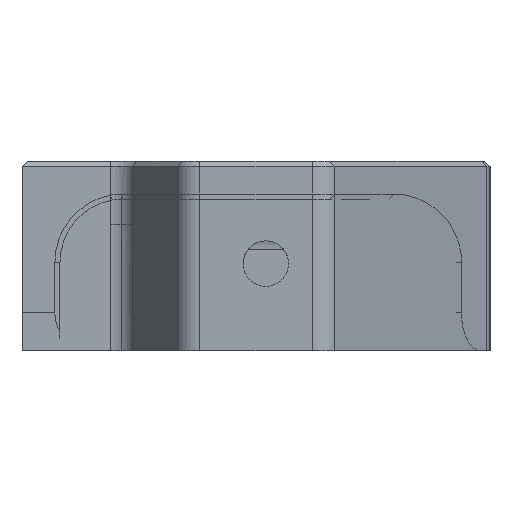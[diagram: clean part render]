
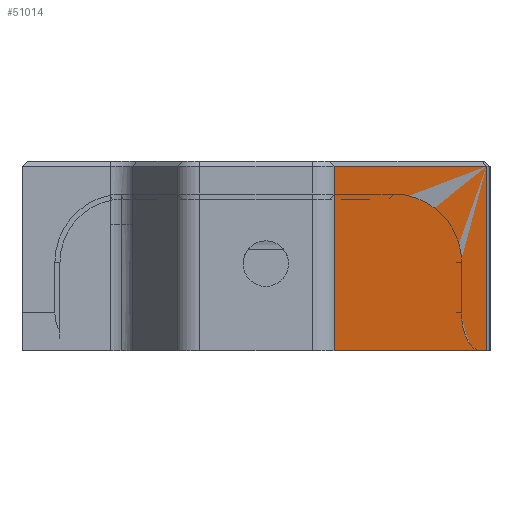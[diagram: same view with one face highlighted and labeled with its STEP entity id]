
A CAD part, left-side view. The second image highlights one B-rep face of the part: STEP entity #51014.
In plain terms, the highlighted planar face has unit normal (-0.5, -0.866, 0).
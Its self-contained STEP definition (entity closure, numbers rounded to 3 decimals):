
#39632=AXIS2_PLACEMENT_3D('Plane Axis2P3D',#39629,#39630,#39631) ;
#39629=CARTESIAN_POINT('Axis2P3D Location',(15.,-24.105,15.)) ;
#48583=CARTESIAN_POINT('Line Origine',(26.435,-30.707,0.)) ;
#48587=CARTESIAN_POINT('Vertex',(16.,-24.682,0.)) ;
#48589=CARTESIAN_POINT('Vertex',(36.871,-36.732,0.)) ;
#50976=CARTESIAN_POINT('Line Origine',(16.,-24.682,15.)) ;
#50980=CARTESIAN_POINT('Vertex',(16.,-24.682,14.6)) ;
#50996=CARTESIAN_POINT('Line Origine',(36.871,-36.732,7.3)) ;
#51000=CARTESIAN_POINT('Vertex',(36.871,-36.732,14.6)) ;
#51003=CARTESIAN_POINT('Line Origine',(26.435,-30.707,14.6)) ;
#39630=DIRECTION('Axis2P3D Direction',(0.5,0.866,0.)) ;
#39631=DIRECTION('Axis2P3D XDirection',(0.,0.,-1.)) ;
#48584=DIRECTION('Vector Direction',(-0.866,0.5,0.)) ;
#50977=DIRECTION('Vector Direction',(0.,0.,-1.)) ;
#50997=DIRECTION('Vector Direction',(0.,0.,1.)) ;
#51004=DIRECTION('Vector Direction',(-0.866,0.5,0.)) ;
#48585=VECTOR('Line Direction',#48584,1.) ;
#50978=VECTOR('Line Direction',#50977,1.) ;
#50998=VECTOR('Line Direction',#50997,1.) ;
#51005=VECTOR('Line Direction',#51004,1.) ;
#51009=ORIENTED_EDGE('',*,*,#51002,.T.) ;
#51010=ORIENTED_EDGE('',*,*,#51007,.T.) ;
#51011=ORIENTED_EDGE('',*,*,#50982,.T.) ;
#51012=ORIENTED_EDGE('',*,*,#48591,.T.) ;
#51014=ADVANCED_FACE('VORON_V0.1.step[1]',(#51013),#39633,.F.) ;
#48591=EDGE_CURVE('',#48588,#48590,#48586,.F.) ;
#50982=EDGE_CURVE('',#50981,#48588,#50979,.T.) ;
#51002=EDGE_CURVE('',#48590,#51001,#50999,.T.) ;
#51007=EDGE_CURVE('',#51001,#50981,#51006,.T.) ;
#51008=EDGE_LOOP('',(#51009,#51010,#51011,#51012)) ;
#51013=FACE_OUTER_BOUND('',#51008,.T.) ;
#48586=LINE('Line',#48583,#48585) ;
#50979=LINE('Line',#50976,#50978) ;
#50999=LINE('Line',#50996,#50998) ;
#51006=LINE('Line',#51003,#51005) ;
#39633=PLANE('',#39632) ;
#48588=VERTEX_POINT('',#48587) ;
#48590=VERTEX_POINT('',#48589) ;
#50981=VERTEX_POINT('',#50980) ;
#51001=VERTEX_POINT('',#51000) ;
